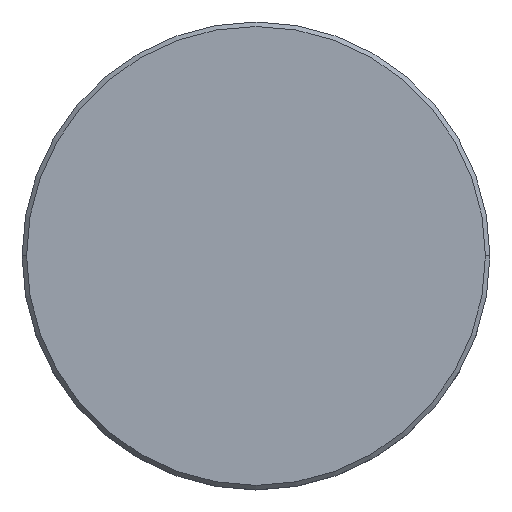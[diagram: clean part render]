
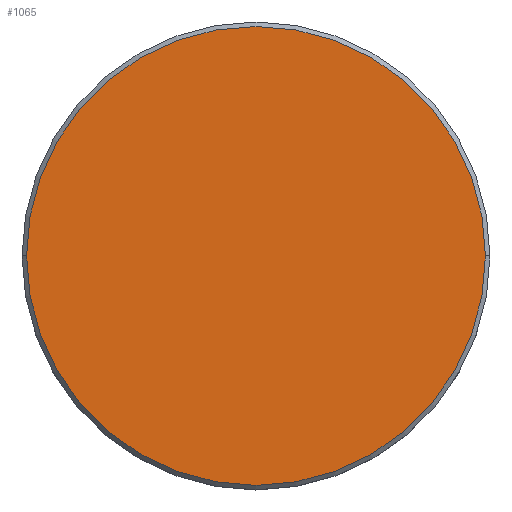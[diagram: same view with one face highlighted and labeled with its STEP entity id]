
A CAD part, top view. The second image highlights one B-rep face of the part: STEP entity #1065.
In plain terms, the highlighted planar face has unit normal (0, 0, 1).
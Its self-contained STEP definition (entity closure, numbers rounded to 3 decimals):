
#56 = CARTESIAN_POINT ( 'NONE',  ( 25.5, 0., 0. ) ) ;
#99 = ORIENTED_EDGE ( 'NONE', *, *, #1046, .T. ) ;
#170 = DIRECTION ( 'NONE',  ( 1., 0., 0. ) ) ;
#277 = DIRECTION ( 'NONE',  ( 0., 0., 1. ) ) ;
#330 = AXIS2_PLACEMENT_3D ( 'NONE', #898, #991, #170 ) ;
#402 = ORIENTED_EDGE ( 'NONE', *, *, #1135, .T. ) ;
#412 = CIRCLE ( 'NONE', #759, 25.5 ) ;
#546 = CARTESIAN_POINT ( 'NONE',  ( 0., 0., 0. ) ) ;
#587 = EDGE_LOOP ( 'NONE', ( #402, #99 ) ) ;
#627 = DIRECTION ( 'NONE',  ( 1., 0., 0. ) ) ;
#630 = FACE_OUTER_BOUND ( 'NONE', #587, .T. ) ;
#759 = AXIS2_PLACEMENT_3D ( 'NONE', #963, #874, #981 ) ;
#806 = VERTEX_POINT ( 'NONE', #56 ) ;
#847 = VERTEX_POINT ( 'NONE', #1061 ) ;
#851 = CIRCLE ( 'NONE', #330, 25.5 ) ;
#874 = DIRECTION ( 'NONE',  ( 0., 0., 1. ) ) ;
#898 = CARTESIAN_POINT ( 'NONE',  ( 0., 0., 0. ) ) ;
#963 = CARTESIAN_POINT ( 'NONE',  ( 0., 0., 0. ) ) ;
#981 = DIRECTION ( 'NONE',  ( 1., 0., 0. ) ) ;
#991 = DIRECTION ( 'NONE',  ( 0., 0., 1. ) ) ;
#1046 = EDGE_CURVE ( 'NONE', #806, #847, #851, .T. ) ;
#1061 = CARTESIAN_POINT ( 'NONE',  ( -25.5, 0., 0. ) ) ;
#1065 = ADVANCED_FACE ( 'NONE', ( #630 ), #1108, .T. ) ;
#1108 = PLANE ( 'NONE',  #1156 ) ;
#1135 = EDGE_CURVE ( 'NONE', #847, #806, #412, .T. ) ;
#1156 = AXIS2_PLACEMENT_3D ( 'NONE', #546, #277, #627 ) ;
